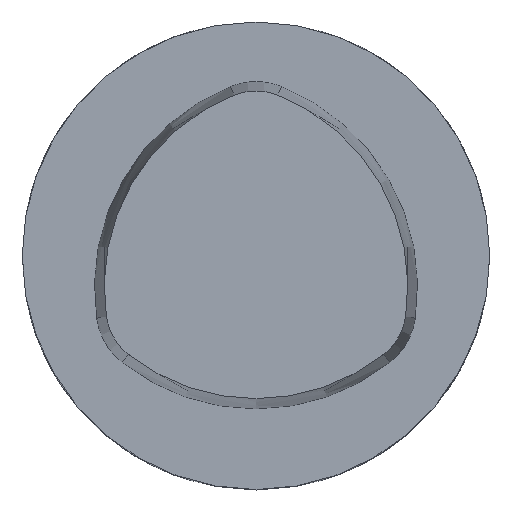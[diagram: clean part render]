
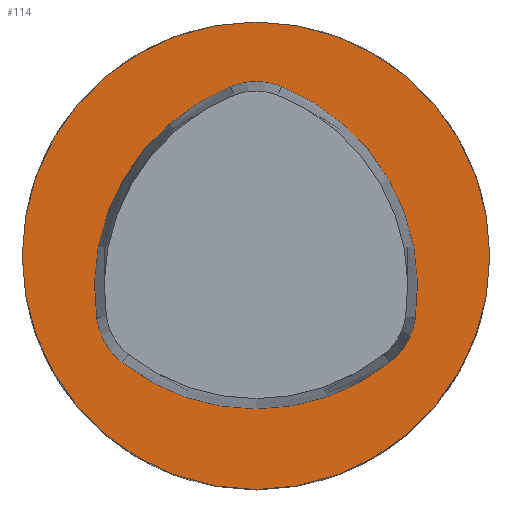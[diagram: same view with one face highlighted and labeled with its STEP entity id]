
A CAD part, top view. The second image highlights one B-rep face of the part: STEP entity #114.
In plain terms, the highlighted planar face has unit normal (0, 0, 1).
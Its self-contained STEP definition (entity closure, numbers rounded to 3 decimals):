
#114=ADVANCED_FACE('',(#199),#160,.T.);
#160=PLANE('',#938);
#199=FACE_OUTER_BOUND('',#252,.T.);
#252=EDGE_LOOP('',(#408));
#295=CIRCLE('',#931,20.);
#408=ORIENTED_EDGE('',*,*,#676,.T.);
#586=VERTEX_POINT('',#1383);
#676=EDGE_CURVE('',#586,#586,#295,.T.);
#931=AXIS2_PLACEMENT_3D('',#1382,#1106,#1107);
#938=AXIS2_PLACEMENT_3D('',#1403,#1124,#1125);
#1106=DIRECTION('',(0.,0.,1.));
#1107=DIRECTION('',(1.,0.,0.));
#1124=DIRECTION('',(0.,0.,1.));
#1125=DIRECTION('',(-1.,0.,0.));
#1382=CARTESIAN_POINT('',(0.,0.,0.));
#1383=CARTESIAN_POINT('',(20.,0.,0.));
#1403=CARTESIAN_POINT('',(0.,0.,0.));
